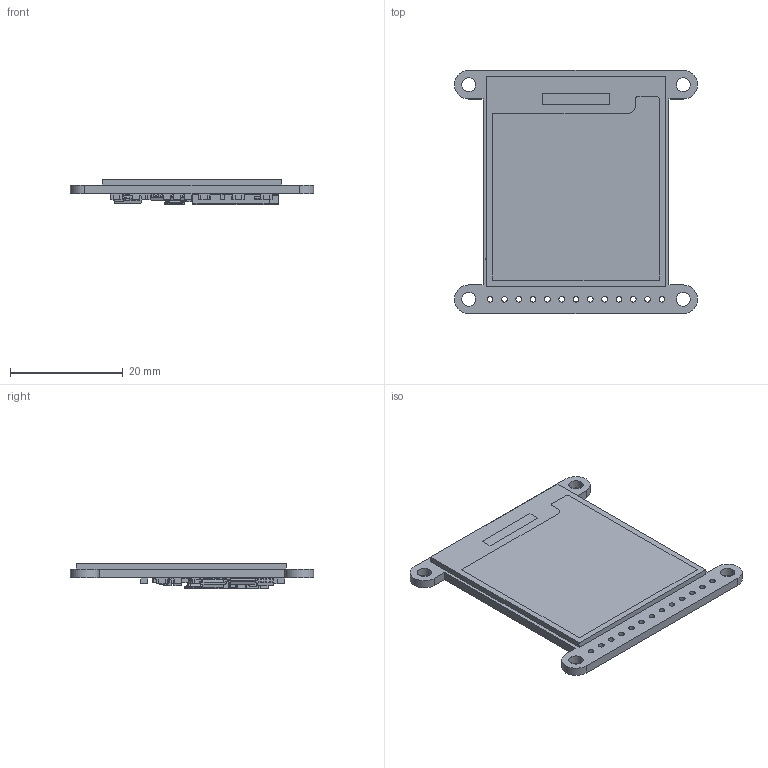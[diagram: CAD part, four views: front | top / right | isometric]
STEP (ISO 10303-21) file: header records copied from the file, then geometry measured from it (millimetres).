
FILE_DESCRIPTION(/* description */ (''),/* implementation_level */ '2;1');
FILE_NAME(/* name */ 'PCB Component.step',/* time_stamp */ '2022-07-29T13:53:37-04:00',/* author */ (''),/* organization */ (''),/* preprocessor_version */ 'ST-DEVELOPER v19',/* originating_system */ 'Autodesk Translation Framework v11.7.0.108',/* authorisation */ '');
FILE_SCHEMA (('AUTOMOTIVE_DESIGN { 1 0 10303 214 3 1 1 }'));
Length unit declared in the file: millimetre
Products named in the file (12): PCB Component; Board; 1uF; MIC5225-3.3; 23K640-I/SN; 0.47ohm; MICROSD; EINK_EPD0231EINK_154IN_200X200; MBR0530; 10uH; IRLML0100; 74LVC245PW
Assembly tree (32 placements, depth 2):
  PCB Component
    Board
    1uF  x19
    MIC5225-3.3
    23K640-I/SN
    0.47ohm  x2
    MICROSD
    EINK_EPD0231EINK_154IN_200X200
    MBR0530  x3
    10uH
    IRLML0100
    74LVC245PW
Bounding box: 43.18 x 43.18 x 4.45 mm (x, y, z)
Volume: 3843.1 mm3; surface area: 7730.4 mm2
Topology: 58 solids, 58 shells, 2150 faces, 5600 edges, 3514 vertices
Faces by surface type: plane 1366, cylinder 632, sphere 80, bspline 44, torus 28
Full cylindrical faces by diameter (mm): 0.45 x1, 0.5 x62, 1 x13, 2.5 x4
Entity records: 56994 total; most frequent: CARTESIAN_POINT 11036, DIRECTION 9306, ORIENTED_EDGE 9156, EDGE_CURVE 4578, LINE 3306, VECTOR 3306, AXIS2_PLACEMENT_3D 3000, VERTEX_POINT 2898
